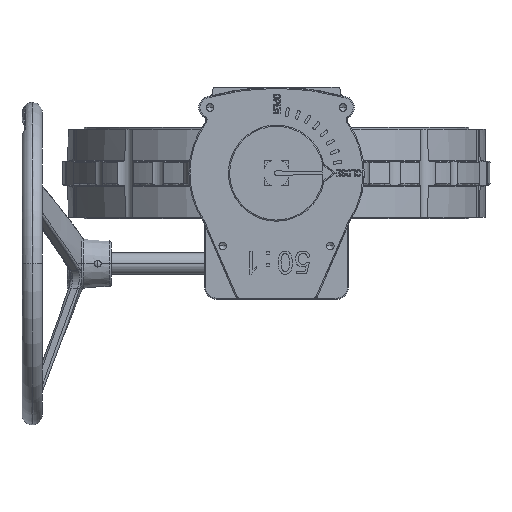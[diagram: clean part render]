
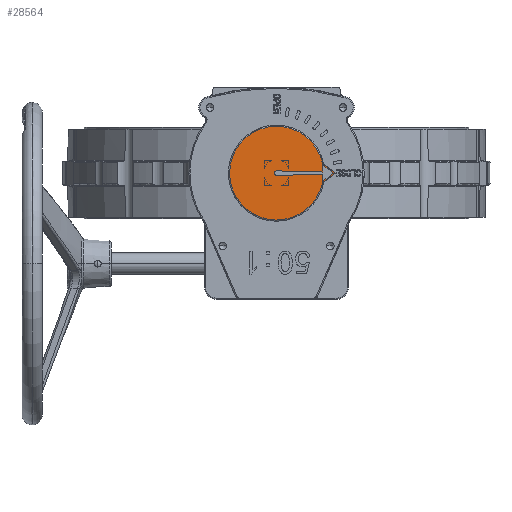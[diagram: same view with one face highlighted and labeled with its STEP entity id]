
A CAD part, front view. The second image highlights one B-rep face of the part: STEP entity #28564.
In plain terms, the highlighted planar face has unit normal (0, -1, 0).
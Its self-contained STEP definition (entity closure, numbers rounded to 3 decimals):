
#1469 = DIRECTION ( 'NONE',  ( -1., 0., 0. ) ) ;
#1591 = CARTESIAN_POINT ( 'NONE',  ( 52., -364.2, 0. ) ) ;
#3551 = ORIENTED_EDGE ( 'NONE', *, *, #17722, .T. ) ;
#3759 = CARTESIAN_POINT ( 'NONE',  ( 18.662, -364.2, -24.321 ) ) ;
#4584 = DIRECTION ( 'NONE',  ( -0.793, 0., -0.609 ) ) ;
#4648 = AXIS2_PLACEMENT_3D ( 'NONE', #69250, #61480, #80368 ) ;
#5001 = LINE ( 'NONE', #29629, #38329 ) ;
#5037 = EDGE_CURVE ( 'NONE', #68100, #6174, #58011, .T. ) ;
#6174 = VERTEX_POINT ( 'NONE', #37533 ) ;
#6814 = DIRECTION ( 'NONE',  ( 0., 0., 1. ) ) ;
#6843 = AXIS2_PLACEMENT_3D ( 'NONE', #80819, #18362, #61130 ) ;
#7013 = VECTOR ( 'NONE', #51336, 1000. ) ;
#7625 = DIRECTION ( 'NONE',  ( 0., -1., 0. ) ) ;
#8400 = LINE ( 'NONE', #51558, #53286 ) ;
#9790 = VERTEX_POINT ( 'NONE', #26276 ) ;
#10094 = CARTESIAN_POINT ( 'NONE',  ( 0., -364.2, -2. ) ) ;
#10212 = EDGE_CURVE ( 'NONE', #6174, #65110, #37714, .T. ) ;
#10639 = VERTEX_POINT ( 'NONE', #73584 ) ;
#14573 = VERTEX_POINT ( 'NONE', #39623 ) ;
#15155 = DIRECTION ( 'NONE',  ( 0., 1., 0. ) ) ;
#15718 = CARTESIAN_POINT ( 'NONE',  ( -41.5, -364.2, 0. ) ) ;
#17722 = EDGE_CURVE ( 'NONE', #10639, #9790, #75401, .T. ) ;
#17744 = EDGE_LOOP ( 'NONE', ( #24822, #68026, #34171, #41527, #3551, #18164, #44642 ) ) ;
#18164 = ORIENTED_EDGE ( 'NONE', *, *, #51714, .T. ) ;
#18362 = DIRECTION ( 'NONE',  ( 0., -1., 0. ) ) ;
#20872 = ORIENTED_EDGE ( 'NONE', *, *, #10212, .T. ) ;
#21009 = CARTESIAN_POINT ( 'NONE',  ( 0.049, -364.2, -1.999 ) ) ;
#21719 = DIRECTION ( 'NONE',  ( -1., 0., 0. ) ) ;
#22336 = CARTESIAN_POINT ( 'NONE',  ( 50.357, -364.2, 0. ) ) ;
#23109 = DIRECTION ( 'NONE',  ( 1., 0., -0.024 ) ) ;
#24822 = ORIENTED_EDGE ( 'NONE', *, *, #72976, .T. ) ;
#26276 = CARTESIAN_POINT ( 'NONE',  ( 40.854, -364.2, 7.292 ) ) ;
#26587 = CARTESIAN_POINT ( 'NONE',  ( 40.561, -364.2, 8.777 ) ) ;
#28397 = DIRECTION ( 'NONE',  ( 0.793, 0., -0.609 ) ) ;
#28564 = ADVANCED_FACE ( 'NONE', ( #36445, #42614 ), #37666, .T. ) ;
#29629 = CARTESIAN_POINT ( 'NONE',  ( 18.662, -364.2, 24.321 ) ) ;
#29829 = CARTESIAN_POINT ( 'NONE',  ( 40.854, -364.2, -1. ) ) ;
#30166 = VERTEX_POINT ( 'NONE', #22336 ) ;
#33201 = EDGE_CURVE ( 'NONE', #30166, #79260, #81252, .T. ) ;
#34171 = ORIENTED_EDGE ( 'NONE', *, *, #60361, .T. ) ;
#36445 = FACE_BOUND ( 'NONE', #17744, .T. ) ;
#36890 = CARTESIAN_POINT ( 'NONE',  ( 52., -364.2, 0. ) ) ;
#37533 = CARTESIAN_POINT ( 'NONE',  ( 40.561, -364.2, -8.777 ) ) ;
#37666 = PLANE ( 'NONE',  #6843 ) ;
#37714 = LINE ( 'NONE', #36890, #57096 ) ;
#38329 = VECTOR ( 'NONE', #28397, 1000. ) ;
#38362 = CIRCLE ( 'NONE', #79071, 2. ) ;
#39623 = CARTESIAN_POINT ( 'NONE',  ( 0., -364.2, 2. ) ) ;
#41527 = ORIENTED_EDGE ( 'NONE', *, *, #59750, .T. ) ;
#42614 = FACE_OUTER_BOUND ( 'NONE', #79778, .T. ) ;
#44028 = ORIENTED_EDGE ( 'NONE', *, *, #5037, .T. ) ;
#44642 = ORIENTED_EDGE ( 'NONE', *, *, #33201, .T. ) ;
#44750 = LINE ( 'NONE', #69850, #7013 ) ;
#45643 = VECTOR ( 'NONE', #4584, 1000. ) ;
#46381 = VECTOR ( 'NONE', #76597, 1000. ) ;
#46584 = EDGE_CURVE ( 'NONE', #48476, #73249, #57602, .T. ) ;
#48476 = VERTEX_POINT ( 'NONE', #29829 ) ;
#49955 = CARTESIAN_POINT ( 'NONE',  ( 40.854, -364.2, -7.292 ) ) ;
#51039 = DIRECTION ( 'NONE',  ( -1., 0., -0.024 ) ) ;
#51336 = DIRECTION ( 'NONE',  ( -0.793, 0., 0.609 ) ) ;
#51546 = CARTESIAN_POINT ( 'NONE',  ( 40.854, -364.2, 0. ) ) ;
#51558 = CARTESIAN_POINT ( 'NONE',  ( 40.854, -364.2, 0. ) ) ;
#51714 = EDGE_CURVE ( 'NONE', #9790, #30166, #5001, .T. ) ;
#53286 = VECTOR ( 'NONE', #6814, 1000. ) ;
#57096 = VECTOR ( 'NONE', #62774, 1000. ) ;
#57602 = LINE ( 'NONE', #21009, #65541 ) ;
#58011 = CIRCLE ( 'NONE', #69827, 41.5 ) ;
#59750 = EDGE_CURVE ( 'NONE', #14573, #10639, #79403, .T. ) ;
#60361 = EDGE_CURVE ( 'NONE', #73249, #14573, #38362, .T. ) ;
#61130 = DIRECTION ( 'NONE',  ( 0., 0., 1. ) ) ;
#61143 = EDGE_CURVE ( 'NONE', #65110, #72826, #44750, .T. ) ;
#61480 = DIRECTION ( 'NONE',  ( 0., -1., 0. ) ) ;
#62027 = VECTOR ( 'NONE', #23109, 1000. ) ;
#62774 = DIRECTION ( 'NONE',  ( 0.793, 0., 0.609 ) ) ;
#63909 = CARTESIAN_POINT ( 'NONE',  ( 0., -364.2, 0. ) ) ;
#65110 = VERTEX_POINT ( 'NONE', #1591 ) ;
#65541 = VECTOR ( 'NONE', #51039, 1000. ) ;
#68026 = ORIENTED_EDGE ( 'NONE', *, *, #46584, .T. ) ;
#68100 = VERTEX_POINT ( 'NONE', #15718 ) ;
#69250 = CARTESIAN_POINT ( 'NONE',  ( 0., -364.2, 0. ) ) ;
#69827 = AXIS2_PLACEMENT_3D ( 'NONE', #63909, #7625, #1469 ) ;
#69850 = CARTESIAN_POINT ( 'NONE',  ( 52., -364.2, 0. ) ) ;
#71007 = ORIENTED_EDGE ( 'NONE', *, *, #80353, .T. ) ;
#71402 = ORIENTED_EDGE ( 'NONE', *, *, #61143, .T. ) ;
#72826 = VERTEX_POINT ( 'NONE', #26587 ) ;
#72976 = EDGE_CURVE ( 'NONE', #79260, #48476, #8400, .T. ) ;
#73249 = VERTEX_POINT ( 'NONE', #10094 ) ;
#73584 = CARTESIAN_POINT ( 'NONE',  ( 40.854, -364.2, 1. ) ) ;
#75401 = LINE ( 'NONE', #51546, #46381 ) ;
#75469 = CIRCLE ( 'NONE', #4648, 41.5 ) ;
#76597 = DIRECTION ( 'NONE',  ( 0., 0., 1. ) ) ;
#78810 = CARTESIAN_POINT ( 'NONE',  ( 0., -364.2, 0. ) ) ;
#79071 = AXIS2_PLACEMENT_3D ( 'NONE', #78810, #15155, #21719 ) ;
#79260 = VERTEX_POINT ( 'NONE', #49955 ) ;
#79403 = LINE ( 'NONE', #79797, #62027 ) ;
#79778 = EDGE_LOOP ( 'NONE', ( #71007, #44028, #20872, #71402 ) ) ;
#79797 = CARTESIAN_POINT ( 'NONE',  ( 0.049, -364.2, 1.999 ) ) ;
#80353 = EDGE_CURVE ( 'NONE', #72826, #68100, #75469, .T. ) ;
#80368 = DIRECTION ( 'NONE',  ( -1., 0., 0. ) ) ;
#80819 = CARTESIAN_POINT ( 'NONE',  ( 0., -364.2, 0. ) ) ;
#81252 = LINE ( 'NONE', #3759, #45643 ) ;
